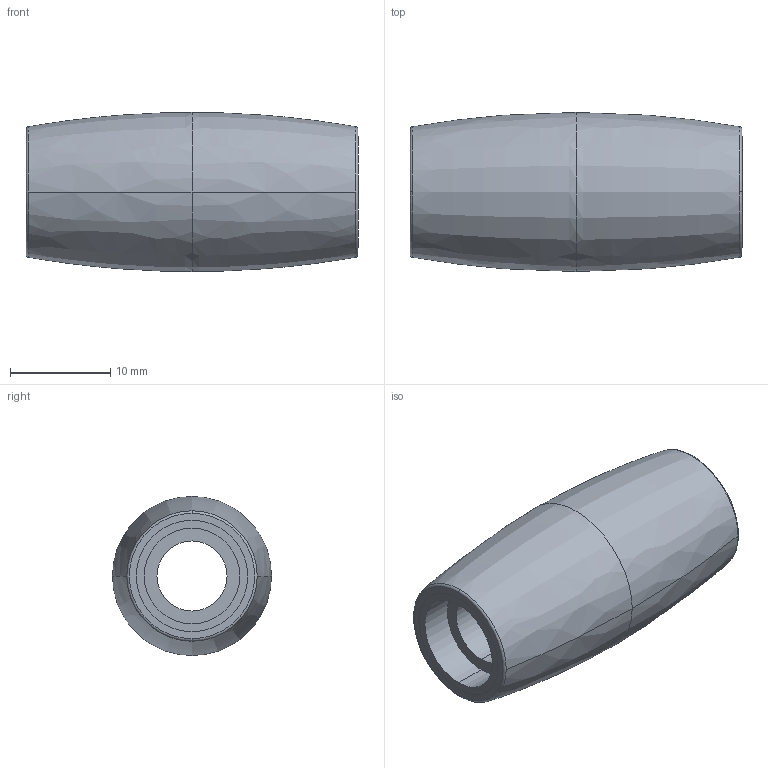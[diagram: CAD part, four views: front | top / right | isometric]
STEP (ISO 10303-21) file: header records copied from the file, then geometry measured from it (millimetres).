
FILE_DESCRIPTION (( 'STEP AP214' ), '1' );
FILE_NAME ('am-3680 4IN Ball Bearing Mecanum Roller.STEP', '2022-07-08T18:55:24', ( '' ), ( '' ), 'SwSTEP 2.0', 'SolidWorks 2022', '' );
FILE_SCHEMA (( 'AUTOMOTIVE_DESIGN' ));
Length unit declared in the file: millimetre
Products named in the file (3): 4IN BB Mecanum Roller Core; 4IN BB Mecanum Roller Skin; am-3680 4IN Ball Bearing Mecanum Roller
Assembly tree (2 placements, depth 2):
  am-3680 4IN Ball Bearing Mecanum Roller
    4IN BB Mecanum Roller Core
    4IN BB Mecanum Roller Skin
Bounding box: 33.13 x 15.88 x 15.88 mm (x, y, z)
Volume: 4311.2 mm3; surface area: 5062.4 mm2
Topology: 2 solids, 2 shells, 32 faces, 68 edges, 42 vertices
Faces by surface type: cylinder 14, torus 8, plane 6, bspline 4
Entity records: 1228 total; most frequent: CARTESIAN_POINT 399, DIRECTION 180, ORIENTED_EDGE 136, AXIS2_PLACEMENT_3D 83, EDGE_CURVE 68, CIRCLE 50, VERTEX_POINT 42, EDGE_LOOP 38
